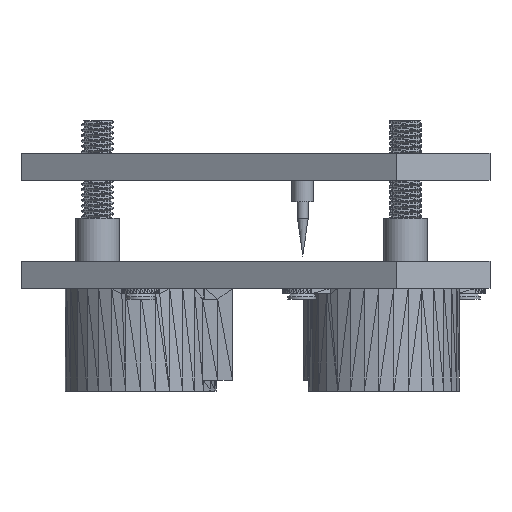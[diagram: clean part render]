
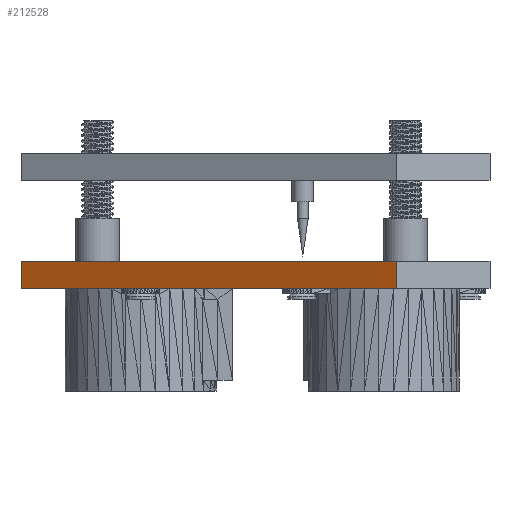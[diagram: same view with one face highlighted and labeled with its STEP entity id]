
A CAD part, left-side view. The second image highlights one B-rep face of the part: STEP entity #212528.
In plain terms, the highlighted planar face has unit normal (-0.866, 0.5, 0).
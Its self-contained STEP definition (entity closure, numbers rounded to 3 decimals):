
#211938 = PLANE('',#211939);
#211939 = AXIS2_PLACEMENT_3D('',#211940,#211941,#211942);
#211940 = CARTESIAN_POINT('',(50.,-17.321,5.));
#211941 = DIRECTION('',(0.,0.,-1.));
#211942 = DIRECTION('',(-1.,0.,0.));
#211966 = PLANE('',#211967);
#211967 = AXIS2_PLACEMENT_3D('',#211968,#211969,#211970);
#211968 = CARTESIAN_POINT('',(10.,51.962,0.));
#211969 = DIRECTION('',(0.,-1.,0.));
#211970 = DIRECTION('',(-1.,0.,0.));
#211992 = PLANE('',#211993);
#211993 = AXIS2_PLACEMENT_3D('',#211994,#211995,#211996);
#211994 = CARTESIAN_POINT('',(50.,-17.321,0.));
#211995 = DIRECTION('',(0.,0.,-1.));
#211996 = DIRECTION('',(-1.,0.,0.));
#212085 = VERTEX_POINT('',#212086);
#212086 = CARTESIAN_POINT('',(-10.,51.962,5.));
#212107 = EDGE_CURVE('',#212108,#212085,#212110,.T.);
#212108 = VERTEX_POINT('',#212109);
#212109 = CARTESIAN_POINT('',(-10.,51.962,0.));
#212110 = SURFACE_CURVE('',#212111,(#212115,#212122),.PCURVE_S1.);
#212111 = LINE('',#212112,#212113);
#212112 = CARTESIAN_POINT('',(-10.,51.962,0.));
#212113 = VECTOR('',#212114,1.);
#212114 = DIRECTION('',(0.,0.,1.));
#212115 = PCURVE('',#211966,#212116);
#212116 = DEFINITIONAL_REPRESENTATION('',(#212117),#212121);
#212117 = LINE('',#212118,#212119);
#212118 = CARTESIAN_POINT('',(20.,0.));
#212119 = VECTOR('',#212120,1.);
#212120 = DIRECTION('',(0.,-1.));
#212121 = ( GEOMETRIC_REPRESENTATION_CONTEXT(2) 
PARAMETRIC_REPRESENTATION_CONTEXT() REPRESENTATION_CONTEXT('2D SPACE',''
  ) );
#212122 = PCURVE('',#212123,#212128);
#212123 = PLANE('',#212124);
#212124 = AXIS2_PLACEMENT_3D('',#212125,#212126,#212127);
#212125 = CARTESIAN_POINT('',(-10.,51.962,0.));
#212126 = DIRECTION('',(0.866,-0.5,0.));
#212127 = DIRECTION('',(-0.5,-0.866,0.));
#212128 = DEFINITIONAL_REPRESENTATION('',(#212129),#212133);
#212129 = LINE('',#212130,#212131);
#212130 = CARTESIAN_POINT('',(0.,0.));
#212131 = VECTOR('',#212132,1.);
#212132 = DIRECTION('',(0.,-1.));
#212133 = ( GEOMETRIC_REPRESENTATION_CONTEXT(2) 
PARAMETRIC_REPRESENTATION_CONTEXT() REPRESENTATION_CONTEXT('2D SPACE',''
  ) );
#212185 = VERTEX_POINT('',#212186);
#212186 = CARTESIAN_POINT('',(-50.,-17.321,0.));
#212200 = PLANE('',#212201);
#212201 = AXIS2_PLACEMENT_3D('',#212202,#212203,#212204);
#212202 = CARTESIAN_POINT('',(-50.,-17.321,0.));
#212203 = DIRECTION('',(0.866,0.5,0.));
#212204 = DIRECTION('',(0.5,-0.866,0.));
#212212 = EDGE_CURVE('',#212108,#212185,#212213,.T.);
#212213 = SURFACE_CURVE('',#212214,(#212218,#212225),.PCURVE_S1.);
#212214 = LINE('',#212215,#212216);
#212215 = CARTESIAN_POINT('',(-10.,51.962,0.));
#212216 = VECTOR('',#212217,1.);
#212217 = DIRECTION('',(-0.5,-0.866,0.));
#212218 = PCURVE('',#211992,#212219);
#212219 = DEFINITIONAL_REPRESENTATION('',(#212220),#212224);
#212220 = LINE('',#212221,#212222);
#212221 = CARTESIAN_POINT('',(60.,69.282));
#212222 = VECTOR('',#212223,1.);
#212223 = DIRECTION('',(0.5,-0.866));
#212224 = ( GEOMETRIC_REPRESENTATION_CONTEXT(2) 
PARAMETRIC_REPRESENTATION_CONTEXT() REPRESENTATION_CONTEXT('2D SPACE',''
  ) );
#212225 = PCURVE('',#212123,#212226);
#212226 = DEFINITIONAL_REPRESENTATION('',(#212227),#212231);
#212227 = LINE('',#212228,#212229);
#212228 = CARTESIAN_POINT('',(0.,0.));
#212229 = VECTOR('',#212230,1.);
#212230 = DIRECTION('',(1.,0.));
#212231 = ( GEOMETRIC_REPRESENTATION_CONTEXT(2) 
PARAMETRIC_REPRESENTATION_CONTEXT() REPRESENTATION_CONTEXT('2D SPACE',''
  ) );
#212368 = VERTEX_POINT('',#212369);
#212369 = CARTESIAN_POINT('',(-50.,-17.321,5.));
#212390 = EDGE_CURVE('',#212085,#212368,#212391,.T.);
#212391 = SURFACE_CURVE('',#212392,(#212396,#212403),.PCURVE_S1.);
#212392 = LINE('',#212393,#212394);
#212393 = CARTESIAN_POINT('',(-10.,51.962,5.));
#212394 = VECTOR('',#212395,1.);
#212395 = DIRECTION('',(-0.5,-0.866,0.));
#212396 = PCURVE('',#211938,#212397);
#212397 = DEFINITIONAL_REPRESENTATION('',(#212398),#212402);
#212398 = LINE('',#212399,#212400);
#212399 = CARTESIAN_POINT('',(60.,69.282));
#212400 = VECTOR('',#212401,1.);
#212401 = DIRECTION('',(0.5,-0.866));
#212402 = ( GEOMETRIC_REPRESENTATION_CONTEXT(2) 
PARAMETRIC_REPRESENTATION_CONTEXT() REPRESENTATION_CONTEXT('2D SPACE',''
  ) );
#212403 = PCURVE('',#212123,#212404);
#212404 = DEFINITIONAL_REPRESENTATION('',(#212405),#212409);
#212405 = LINE('',#212406,#212407);
#212406 = CARTESIAN_POINT('',(0.,-5.));
#212407 = VECTOR('',#212408,1.);
#212408 = DIRECTION('',(1.,0.));
#212409 = ( GEOMETRIC_REPRESENTATION_CONTEXT(2) 
PARAMETRIC_REPRESENTATION_CONTEXT() REPRESENTATION_CONTEXT('2D SPACE',''
  ) );
#212528 = ADVANCED_FACE('',(#212529),#212123,.F.);
#212529 = FACE_BOUND('',#212530,.F.);
#212530 = EDGE_LOOP('',(#212531,#212532,#212533,#212554));
#212531 = ORIENTED_EDGE('',*,*,#212107,.T.);
#212532 = ORIENTED_EDGE('',*,*,#212390,.T.);
#212533 = ORIENTED_EDGE('',*,*,#212534,.F.);
#212534 = EDGE_CURVE('',#212185,#212368,#212535,.T.);
#212535 = SURFACE_CURVE('',#212536,(#212540,#212547),.PCURVE_S1.);
#212536 = LINE('',#212537,#212538);
#212537 = CARTESIAN_POINT('',(-50.,-17.321,0.));
#212538 = VECTOR('',#212539,1.);
#212539 = DIRECTION('',(0.,0.,1.));
#212540 = PCURVE('',#212123,#212541);
#212541 = DEFINITIONAL_REPRESENTATION('',(#212542),#212546);
#212542 = LINE('',#212543,#212544);
#212543 = CARTESIAN_POINT('',(80.,0.));
#212544 = VECTOR('',#212545,1.);
#212545 = DIRECTION('',(0.,-1.));
#212546 = ( GEOMETRIC_REPRESENTATION_CONTEXT(2) 
PARAMETRIC_REPRESENTATION_CONTEXT() REPRESENTATION_CONTEXT('2D SPACE',''
  ) );
#212547 = PCURVE('',#212200,#212548);
#212548 = DEFINITIONAL_REPRESENTATION('',(#212549),#212553);
#212549 = LINE('',#212550,#212551);
#212550 = CARTESIAN_POINT('',(0.,0.));
#212551 = VECTOR('',#212552,1.);
#212552 = DIRECTION('',(0.,-1.));
#212553 = ( GEOMETRIC_REPRESENTATION_CONTEXT(2) 
PARAMETRIC_REPRESENTATION_CONTEXT() REPRESENTATION_CONTEXT('2D SPACE',''
  ) );
#212554 = ORIENTED_EDGE('',*,*,#212212,.F.);
